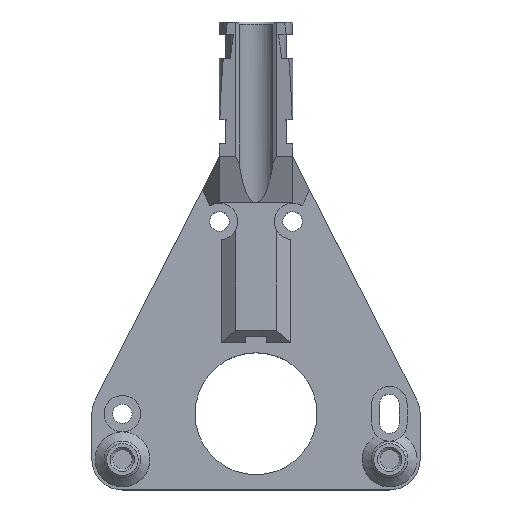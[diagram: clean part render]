
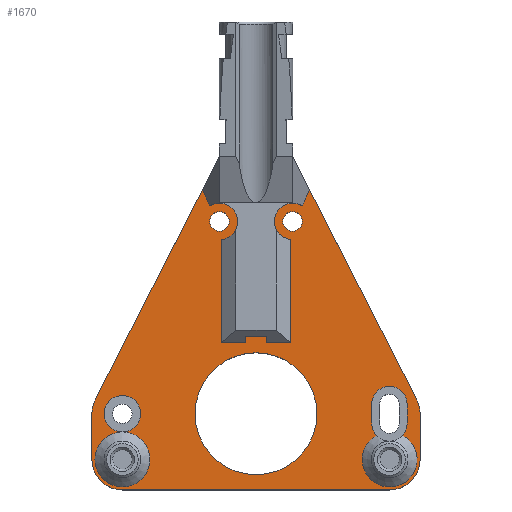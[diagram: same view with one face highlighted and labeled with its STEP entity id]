
A CAD part, top view. The second image highlights one B-rep face of the part: STEP entity #1670.
In plain terms, the highlighted planar face has unit normal (0, 0, 1).
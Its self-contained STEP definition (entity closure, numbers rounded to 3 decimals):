
#52=PLANE('',#1789);
#110=CIRCLE('',#1790,2.9);
#111=CIRCLE('',#1791,4.5);
#112=CIRCLE('',#1792,2.9);
#113=CIRCLE('',#1793,40.94);
#114=CIRCLE('',#1794,2.9);
#115=CIRCLE('',#1795,46.74);
#116=CIRCLE('',#1796,3.);
#117=CIRCLE('',#1797,5.);
#118=CIRCLE('',#1798,5.);
#119=CIRCLE('',#1799,5.);
#120=CIRCLE('',#1800,5.);
#121=CIRCLE('',#1801,3.);
#122=CIRCLE('',#1802,10.);
#123=CIRCLE('',#1803,3.);
#124=CIRCLE('',#1804,4.5);
#125=CIRCLE('',#1805,1.6);
#126=CIRCLE('',#1806,1.6);
#200=ORIENTED_EDGE('',*,*,#682,.T.);
#201=ORIENTED_EDGE('',*,*,#683,.T.);
#202=ORIENTED_EDGE('',*,*,#684,.T.);
#203=ORIENTED_EDGE('',*,*,#685,.T.);
#204=ORIENTED_EDGE('',*,*,#686,.T.);
#205=ORIENTED_EDGE('',*,*,#687,.T.);
#206=ORIENTED_EDGE('',*,*,#688,.T.);
#207=ORIENTED_EDGE('',*,*,#689,.F.);
#208=ORIENTED_EDGE('',*,*,#690,.T.);
#209=ORIENTED_EDGE('',*,*,#691,.T.);
#210=ORIENTED_EDGE('',*,*,#692,.T.);
#211=ORIENTED_EDGE('',*,*,#693,.T.);
#212=ORIENTED_EDGE('',*,*,#694,.F.);
#213=ORIENTED_EDGE('',*,*,#695,.F.);
#214=ORIENTED_EDGE('',*,*,#696,.T.);
#215=ORIENTED_EDGE('',*,*,#697,.T.);
#216=ORIENTED_EDGE('',*,*,#698,.T.);
#217=ORIENTED_EDGE('',*,*,#699,.T.);
#218=ORIENTED_EDGE('',*,*,#700,.T.);
#219=ORIENTED_EDGE('',*,*,#701,.T.);
#220=ORIENTED_EDGE('',*,*,#702,.T.);
#221=ORIENTED_EDGE('',*,*,#703,.T.);
#222=ORIENTED_EDGE('',*,*,#704,.T.);
#223=ORIENTED_EDGE('',*,*,#705,.T.);
#224=ORIENTED_EDGE('',*,*,#706,.F.);
#225=ORIENTED_EDGE('',*,*,#707,.T.);
#226=ORIENTED_EDGE('',*,*,#708,.F.);
#227=ORIENTED_EDGE('',*,*,#709,.T.);
#228=ORIENTED_EDGE('',*,*,#710,.T.);
#229=ORIENTED_EDGE('',*,*,#711,.T.);
#230=ORIENTED_EDGE('',*,*,#712,.T.);
#682=EDGE_CURVE('',#921,#922,#110,.T.);
#683=EDGE_CURVE('',#922,#923,#111,.F.);
#684=EDGE_CURVE('',#923,#924,#112,.T.);
#685=EDGE_CURVE('',#924,#925,#113,.T.);
#686=EDGE_CURVE('',#925,#926,#114,.T.);
#687=EDGE_CURVE('',#926,#921,#115,.T.);
#688=EDGE_CURVE('',#927,#928,#1087,.T.);
#689=EDGE_CURVE('',#929,#928,#1088,.F.);
#690=EDGE_CURVE('',#929,#930,#1089,.T.);
#691=EDGE_CURVE('',#930,#931,#1090,.T.);
#692=EDGE_CURVE('',#931,#932,#1091,.T.);
#693=EDGE_CURVE('',#932,#933,#1092,.T.);
#694=EDGE_CURVE('',#934,#933,#116,.T.);
#695=EDGE_CURVE('',#935,#934,#1093,.T.);
#696=EDGE_CURVE('',#935,#936,#1094,.T.);
#697=EDGE_CURVE('',#936,#937,#117,.T.);
#698=EDGE_CURVE('',#937,#938,#1095,.T.);
#699=EDGE_CURVE('',#938,#939,#118,.T.);
#700=EDGE_CURVE('',#939,#940,#1096,.T.);
#701=EDGE_CURVE('',#940,#941,#119,.T.);
#702=EDGE_CURVE('',#941,#942,#1097,.T.);
#703=EDGE_CURVE('',#942,#943,#120,.T.);
#704=EDGE_CURVE('',#943,#944,#1098,.T.);
#705=EDGE_CURVE('',#944,#945,#1099,.T.);
#706=EDGE_CURVE('',#946,#945,#121,.T.);
#707=EDGE_CURVE('',#946,#927,#1100,.T.);
#708=EDGE_CURVE('',#947,#947,#122,.T.);
#709=EDGE_CURVE('',#948,#948,#123,.T.);
#710=EDGE_CURVE('',#948,#948,#124,.F.);
#711=EDGE_CURVE('',#949,#949,#125,.T.);
#712=EDGE_CURVE('',#950,#950,#126,.T.);
#921=VERTEX_POINT('',#2539);
#922=VERTEX_POINT('',#2540);
#923=VERTEX_POINT('',#2542);
#924=VERTEX_POINT('',#2544);
#925=VERTEX_POINT('',#2546);
#926=VERTEX_POINT('',#2548);
#927=VERTEX_POINT('',#2551);
#928=VERTEX_POINT('',#2552);
#929=VERTEX_POINT('',#2554);
#930=VERTEX_POINT('',#2556);
#931=VERTEX_POINT('',#2558);
#932=VERTEX_POINT('',#2560);
#933=VERTEX_POINT('',#2562);
#934=VERTEX_POINT('',#2564);
#935=VERTEX_POINT('',#2566);
#936=VERTEX_POINT('',#2568);
#937=VERTEX_POINT('',#2570);
#938=VERTEX_POINT('',#2572);
#939=VERTEX_POINT('',#2574);
#940=VERTEX_POINT('',#2576);
#941=VERTEX_POINT('',#2578);
#942=VERTEX_POINT('',#2580);
#943=VERTEX_POINT('',#2582);
#944=VERTEX_POINT('',#2584);
#945=VERTEX_POINT('',#2586);
#946=VERTEX_POINT('',#2588);
#947=VERTEX_POINT('',#2591);
#948=VERTEX_POINT('',#2593);
#949=VERTEX_POINT('',#2596);
#950=VERTEX_POINT('',#2598);
#1087=LINE('',#2550,#1223);
#1088=LINE('',#2553,#1224);
#1089=LINE('',#2555,#1225);
#1090=LINE('',#2557,#1226);
#1091=LINE('',#2559,#1227);
#1092=LINE('',#2561,#1228);
#1093=LINE('',#2565,#1229);
#1094=LINE('',#2567,#1230);
#1095=LINE('',#2571,#1231);
#1096=LINE('',#2575,#1232);
#1097=LINE('',#2579,#1233);
#1098=LINE('',#2583,#1234);
#1099=LINE('',#2585,#1235);
#1100=LINE('',#2589,#1236);
#1223=VECTOR('',#2020,1000.);
#1224=VECTOR('',#2021,1000.);
#1225=VECTOR('',#2022,1000.);
#1226=VECTOR('',#2023,1000.);
#1227=VECTOR('',#2024,1000.);
#1228=VECTOR('',#2025,1000.);
#1229=VECTOR('',#2028,1000.);
#1230=VECTOR('',#2029,1000.);
#1231=VECTOR('',#2032,1000.);
#1232=VECTOR('',#2035,1000.);
#1233=VECTOR('',#2038,1000.);
#1234=VECTOR('',#2041,1000.);
#1235=VECTOR('',#2042,1000.);
#1236=VECTOR('',#2045,1000.);
#1359=EDGE_LOOP('',(#200,#201,#202,#203,#204,#205));
#1360=EDGE_LOOP('',(#206,#207,#208,#209,#210,#211,#212,#213,#214,#215,#216,
#217,#218,#219,#220,#221,#222,#223,#224,#225));
#1361=EDGE_LOOP('',(#226));
#1362=EDGE_LOOP('',(#227,#228));
#1363=EDGE_LOOP('',(#229));
#1364=EDGE_LOOP('',(#230));
#1494=FACE_BOUND('',#1359,.T.);
#1495=FACE_BOUND('',#1360,.T.);
#1496=FACE_BOUND('',#1361,.T.);
#1497=FACE_BOUND('',#1362,.T.);
#1498=FACE_BOUND('',#1363,.T.);
#1499=FACE_BOUND('',#1364,.T.);
#1670=ADVANCED_FACE('',(#1494,#1495,#1496,#1497,#1498,#1499),#52,.T.);
#1789=AXIS2_PLACEMENT_3D('',#2537,#2006,#2007);
#1790=AXIS2_PLACEMENT_3D('',#2538,#2008,#2009);
#1791=AXIS2_PLACEMENT_3D('',#2541,#2010,#2011);
#1792=AXIS2_PLACEMENT_3D('',#2543,#2012,#2013);
#1793=AXIS2_PLACEMENT_3D('',#2545,#2014,#2015);
#1794=AXIS2_PLACEMENT_3D('',#2547,#2016,#2017);
#1795=AXIS2_PLACEMENT_3D('',#2549,#2018,#2019);
#1796=AXIS2_PLACEMENT_3D('',#2563,#2026,#2027);
#1797=AXIS2_PLACEMENT_3D('',#2569,#2030,#2031);
#1798=AXIS2_PLACEMENT_3D('',#2573,#2033,#2034);
#1799=AXIS2_PLACEMENT_3D('',#2577,#2036,#2037);
#1800=AXIS2_PLACEMENT_3D('',#2581,#2039,#2040);
#1801=AXIS2_PLACEMENT_3D('',#2587,#2043,#2044);
#1802=AXIS2_PLACEMENT_3D('',#2590,#2046,#2047);
#1803=AXIS2_PLACEMENT_3D('',#2592,#2048,#2049);
#1804=AXIS2_PLACEMENT_3D('',#2594,#2050,#2051);
#1805=AXIS2_PLACEMENT_3D('',#2595,#2052,#2053);
#1806=AXIS2_PLACEMENT_3D('',#2597,#2054,#2055);
#2006=DIRECTION('',(0.,0.,1.));
#2007=DIRECTION('',(1.,0.,0.));
#2008=DIRECTION('',(0.,0.,-1.));
#2009=DIRECTION('',(1.,0.,0.));
#2010=DIRECTION('',(0.,0.,1.));
#2011=DIRECTION('',(1.,0.,0.));
#2012=DIRECTION('',(0.,0.,-1.));
#2013=DIRECTION('',(1.,0.,0.));
#2014=DIRECTION('',(0.,0.,1.));
#2015=DIRECTION('',(-1.,0.,0.));
#2016=DIRECTION('',(0.,0.,-1.));
#2017=DIRECTION('',(1.,0.,0.));
#2018=DIRECTION('',(0.,0.,-1.));
#2019=DIRECTION('',(-1.,0.,0.));
#2020=DIRECTION('',(-1.,0.,0.));
#2021=DIRECTION('',(0.,1.,0.));
#2022=DIRECTION('',(-1.,0.,0.));
#2023=DIRECTION('',(0.,-1.,0.));
#2024=DIRECTION('',(-1.,0.,0.));
#2025=DIRECTION('',(0.,1.,0.));
#2026=DIRECTION('',(0.,0.,-1.));
#2027=DIRECTION('',(1.,0.,0.));
#2028=DIRECTION('',(0.384,-0.923,0.));
#2029=DIRECTION('',(-0.454,-0.891,0.));
#2030=DIRECTION('',(0.,0.,1.));
#2031=DIRECTION('',(1.,0.,0.));
#2032=DIRECTION('',(0.,-1.,0.));
#2033=DIRECTION('',(0.,0.,1.));
#2034=DIRECTION('',(1.,0.,0.));
#2035=DIRECTION('',(1.,0.,0.));
#2036=DIRECTION('',(0.,0.,1.));
#2037=DIRECTION('',(1.,0.,0.));
#2038=DIRECTION('',(0.,1.,0.));
#2039=DIRECTION('',(0.,0.,1.));
#2040=DIRECTION('',(1.,0.,0.));
#2041=DIRECTION('',(-0.454,0.891,0.));
#2042=DIRECTION('',(-0.384,-0.923,0.));
#2043=DIRECTION('',(0.,0.,-1.));
#2044=DIRECTION('',(-1.,0.,0.));
#2045=DIRECTION('',(0.,-1.,0.));
#2046=DIRECTION('',(0.,0.,1.));
#2047=DIRECTION('',(1.,0.,0.));
#2048=DIRECTION('',(0.,0.,-1.));
#2049=DIRECTION('',(1.,0.,0.));
#2050=DIRECTION('',(0.,0.,1.));
#2051=DIRECTION('',(1.,0.,0.));
#2052=DIRECTION('',(0.,0.,-1.));
#2053=DIRECTION('',(1.,0.,0.));
#2054=DIRECTION('',(0.,0.,-1.));
#2055=DIRECTION('',(1.,0.,0.));
#2537=CARTESIAN_POINT('',(0.,0.,3.));
#2538=CARTESIAN_POINT('',(21.891,-1.6,3.));
#2539=CARTESIAN_POINT('',(24.789,-1.706,3.));
#2540=CARTESIAN_POINT('',(24.05,-3.536,3.));
#2541=CARTESIAN_POINT('',(21.92,-7.5,3.));
#2542=CARTESIAN_POINT('',(19.751,-3.557,3.));
#2543=CARTESIAN_POINT('',(21.891,-1.6,3.));
#2544=CARTESIAN_POINT('',(18.993,-1.494,3.));
#2545=CARTESIAN_POINT('',(-21.92,0.,3.));
#2546=CARTESIAN_POINT('',(18.993,1.494,3.));
#2547=CARTESIAN_POINT('',(21.891,1.6,3.));
#2548=CARTESIAN_POINT('',(24.789,1.706,3.));
#2549=CARTESIAN_POINT('',(-21.92,0.,3.));
#2550=CARTESIAN_POINT('',(3.314,11.667,3.));
#2551=CARTESIAN_POINT('',(5.698,11.667,3.));
#2552=CARTESIAN_POINT('',(1.75,11.667,3.));
#2553=CARTESIAN_POINT('',(1.75,0.,3.));
#2554=CARTESIAN_POINT('',(1.75,35.795,3.));
#2555=CARTESIAN_POINT('',(-1.75,35.795,3.));
#2556=CARTESIAN_POINT('',(-1.75,35.795,3.));
#2557=CARTESIAN_POINT('',(-1.75,36.175,3.));
#2558=CARTESIAN_POINT('',(-1.75,11.667,3.));
#2559=CARTESIAN_POINT('',(3.314,11.667,3.));
#2560=CARTESIAN_POINT('',(-5.698,11.667,3.));
#2561=CARTESIAN_POINT('',(-5.698,11.667,3.));
#2562=CARTESIAN_POINT('',(-5.698,28.565,3.));
#2563=CARTESIAN_POINT('',(-6.,31.55,3.));
#2564=CARTESIAN_POINT('',(-7.609,34.082,3.));
#2565=CARTESIAN_POINT('',(5.596,2.327,3.));
#2566=CARTESIAN_POINT('',(-8.755,36.838,3.));
#2567=CARTESIAN_POINT('',(-21.854,11.14,3.));
#2568=CARTESIAN_POINT('',(-26.375,2.271,3.));
#2569=CARTESIAN_POINT('',(-21.92,0.,3.));
#2570=CARTESIAN_POINT('',(-26.92,0.,3.));
#2571=CARTESIAN_POINT('',(-26.92,0.,3.));
#2572=CARTESIAN_POINT('',(-26.92,-7.5,3.));
#2573=CARTESIAN_POINT('',(-21.92,-7.5,3.));
#2574=CARTESIAN_POINT('',(-21.92,-12.5,3.));
#2575=CARTESIAN_POINT('',(0.,-12.5,3.));
#2576=CARTESIAN_POINT('',(21.92,-12.5,3.));
#2577=CARTESIAN_POINT('',(21.92,-7.5,3.));
#2578=CARTESIAN_POINT('',(26.92,-7.5,3.));
#2579=CARTESIAN_POINT('',(26.92,0.,3.));
#2580=CARTESIAN_POINT('',(26.92,0.,3.));
#2581=CARTESIAN_POINT('',(21.92,0.,3.));
#2582=CARTESIAN_POINT('',(26.375,2.271,3.));
#2583=CARTESIAN_POINT('',(21.854,11.14,3.));
#2584=CARTESIAN_POINT('',(8.755,36.838,3.));
#2585=CARTESIAN_POINT('',(10.737,41.604,3.));
#2586=CARTESIAN_POINT('',(7.609,34.082,3.));
#2587=CARTESIAN_POINT('',(6.,31.55,3.));
#2588=CARTESIAN_POINT('',(5.698,28.565,3.));
#2589=CARTESIAN_POINT('',(5.698,13.954,3.));
#2590=CARTESIAN_POINT('',(0.,0.,3.));
#2591=CARTESIAN_POINT('',(10.,0.,3.));
#2592=CARTESIAN_POINT('',(-21.92,0.,3.));
#2593=CARTESIAN_POINT('',(-21.92,-3.,3.));
#2594=CARTESIAN_POINT('',(-21.92,-7.5,3.));
#2595=CARTESIAN_POINT('',(-6.,31.55,3.));
#2596=CARTESIAN_POINT('',(-4.4,31.55,3.));
#2597=CARTESIAN_POINT('',(6.,31.55,3.));
#2598=CARTESIAN_POINT('',(7.6,31.55,3.));
